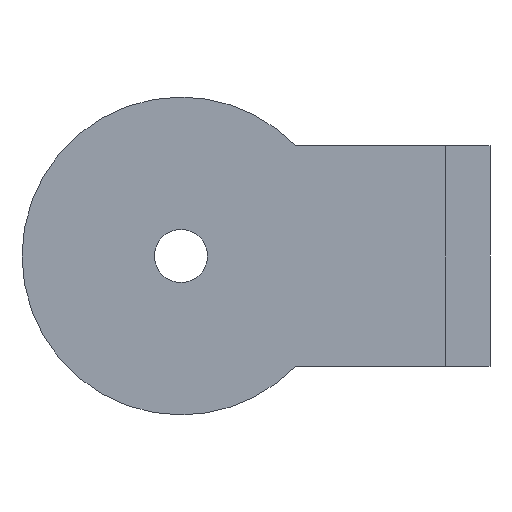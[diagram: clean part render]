
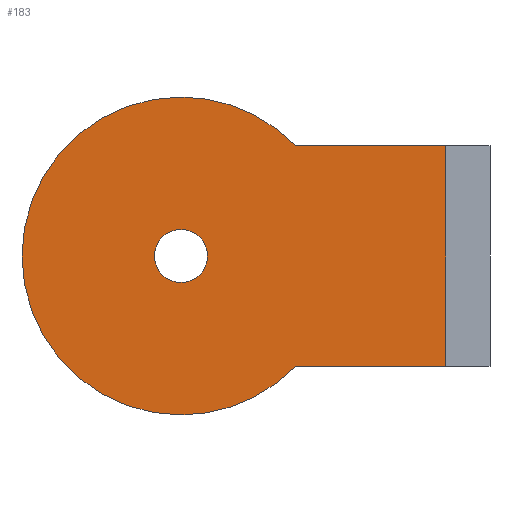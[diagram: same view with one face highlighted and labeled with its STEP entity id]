
A CAD part, left-side view. The second image highlights one B-rep face of the part: STEP entity #183.
In plain terms, the highlighted planar face has unit normal (-1, 0, 0).
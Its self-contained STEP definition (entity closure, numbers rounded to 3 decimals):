
#7 = CARTESIAN_POINT ( 'NONE',  ( -40., 17.048, -12.5 ) ) ;
#15 = CARTESIAN_POINT ( 'NONE',  ( -40., 30., 3. ) ) ;
#17 = DIRECTION ( 'NONE',  ( 0., 0., -1. ) ) ;
#28 = VERTEX_POINT ( 'NONE', #765 ) ;
#30 = CARTESIAN_POINT ( 'NONE',  ( -40., 5., 12.5 ) ) ;
#35 = DIRECTION ( 'NONE',  ( 0., -1., 0. ) ) ;
#37 = CARTESIAN_POINT ( 'NONE',  ( -40., 30., -3. ) ) ;
#42 = VERTEX_POINT ( 'NONE', #709 ) ;
#60 = EDGE_CURVE ( 'NONE', #506, #28, #773, .T. ) ;
#64 = CIRCLE ( 'NONE', #541, 18. ) ;
#76 = CIRCLE ( 'NONE', #714, 18. ) ;
#80 = DIRECTION ( 'NONE',  ( 0., 0., -1. ) ) ;
#85 = VECTOR ( 'NONE', #553, 1000. ) ;
#91 = EDGE_CURVE ( 'NONE', #675, #608, #224, .T. ) ;
#137 = CARTESIAN_POINT ( 'NONE',  ( -40., 30., 0. ) ) ;
#156 = FACE_OUTER_BOUND ( 'NONE', #779, .T. ) ;
#183 = ADVANCED_FACE ( 'NONE', ( #156, #531 ), #716, .T. ) ;
#191 = CARTESIAN_POINT ( 'NONE',  ( -40., 5., -12.5 ) ) ;
#203 = CARTESIAN_POINT ( 'NONE',  ( -40., 30., 0. ) ) ;
#224 = CIRCLE ( 'NONE', #292, 3. ) ;
#225 = VECTOR ( 'NONE', #80, 1000. ) ;
#227 = ORIENTED_EDGE ( 'NONE', *, *, #631, .F. ) ;
#252 = VERTEX_POINT ( 'NONE', #602 ) ;
#285 = DIRECTION ( 'NONE',  ( 0., 0., -1. ) ) ;
#290 = LINE ( 'NONE', #456, #225 ) ;
#292 = AXIS2_PLACEMENT_3D ( 'NONE', #401, #470, #392 ) ;
#343 = CARTESIAN_POINT ( 'NONE',  ( -40., 30., 0. ) ) ;
#347 = CARTESIAN_POINT ( 'NONE',  ( -40., 5., -12.5 ) ) ;
#356 = EDGE_CURVE ( 'NONE', #496, #42, #775, .T. ) ;
#360 = ORIENTED_EDGE ( 'NONE', *, *, #536, .F. ) ;
#378 = DIRECTION ( 'NONE',  ( 1., 0., 0. ) ) ;
#389 = VECTOR ( 'NONE', #35, 1000. ) ;
#392 = DIRECTION ( 'NONE',  ( 0., 0., -1. ) ) ;
#401 = CARTESIAN_POINT ( 'NONE',  ( -40., 30., 0. ) ) ;
#402 = DIRECTION ( 'NONE',  ( 0., 0., -1. ) ) ;
#408 = DIRECTION ( 'NONE',  ( 0., 0., 1. ) ) ;
#418 = EDGE_CURVE ( 'NONE', #608, #675, #658, .T. ) ;
#448 = VERTEX_POINT ( 'NONE', #615 ) ;
#453 = ORIENTED_EDGE ( 'NONE', *, *, #91, .T. ) ;
#456 = CARTESIAN_POINT ( 'NONE',  ( -40., 0., -12.5 ) ) ;
#470 = DIRECTION ( 'NONE',  ( 1., 0., 0. ) ) ;
#474 = ORIENTED_EDGE ( 'NONE', *, *, #747, .F. ) ;
#496 = VERTEX_POINT ( 'NONE', #7 ) ;
#506 = VERTEX_POINT ( 'NONE', #572 ) ;
#513 = DIRECTION ( 'NONE',  ( 1., 0., 0. ) ) ;
#522 = DIRECTION ( 'NONE',  ( 1., 0., 0. ) ) ;
#531 = FACE_BOUND ( 'NONE', #626, .T. ) ;
#536 = EDGE_CURVE ( 'NONE', #496, #448, #76, .T. ) ;
#541 = AXIS2_PLACEMENT_3D ( 'NONE', #343, #522, #402 ) ;
#553 = DIRECTION ( 'NONE',  ( 0., -1., 0. ) ) ;
#558 = AXIS2_PLACEMENT_3D ( 'NONE', #137, #378, #561 ) ;
#559 = ORIENTED_EDGE ( 'NONE', *, *, #356, .T. ) ;
#561 = DIRECTION ( 'NONE',  ( 0., 0., -1. ) ) ;
#572 = CARTESIAN_POINT ( 'NONE',  ( -40., 17.048, 12.5 ) ) ;
#600 = AXIS2_PLACEMENT_3D ( 'NONE', #766, #764, #285 ) ;
#602 = CARTESIAN_POINT ( 'NONE',  ( -40., 30., 18. ) ) ;
#608 = VERTEX_POINT ( 'NONE', #15 ) ;
#614 = AXIS2_PLACEMENT_3D ( 'NONE', #347, #778, #408 ) ;
#615 = CARTESIAN_POINT ( 'NONE',  ( -40., 30., -18. ) ) ;
#626 = EDGE_LOOP ( 'NONE', ( #667, #453 ) ) ;
#631 = EDGE_CURVE ( 'NONE', #28, #42, #290, .T. ) ;
#656 = ORIENTED_EDGE ( 'NONE', *, *, #60, .F. ) ;
#658 = CIRCLE ( 'NONE', #558, 3. ) ;
#667 = ORIENTED_EDGE ( 'NONE', *, *, #418, .T. ) ;
#675 = VERTEX_POINT ( 'NONE', #37 ) ;
#694 = ORIENTED_EDGE ( 'NONE', *, *, #770, .F. ) ;
#696 = CIRCLE ( 'NONE', #600, 18. ) ;
#709 = CARTESIAN_POINT ( 'NONE',  ( -40., 0., -12.5 ) ) ;
#714 = AXIS2_PLACEMENT_3D ( 'NONE', #203, #513, #17 ) ;
#716 = PLANE ( 'NONE',  #614 ) ;
#747 = EDGE_CURVE ( 'NONE', #252, #506, #696, .T. ) ;
#764 = DIRECTION ( 'NONE',  ( 1., 0., 0. ) ) ;
#765 = CARTESIAN_POINT ( 'NONE',  ( -40., 0., 12.5 ) ) ;
#766 = CARTESIAN_POINT ( 'NONE',  ( -40., 30., 0. ) ) ;
#770 = EDGE_CURVE ( 'NONE', #448, #252, #64, .T. ) ;
#773 = LINE ( 'NONE', #30, #389 ) ;
#775 = LINE ( 'NONE', #191, #85 ) ;
#778 = DIRECTION ( 'NONE',  ( -1., 0., 0. ) ) ;
#779 = EDGE_LOOP ( 'NONE', ( #227, #656, #474, #694, #360, #559 ) ) ;
